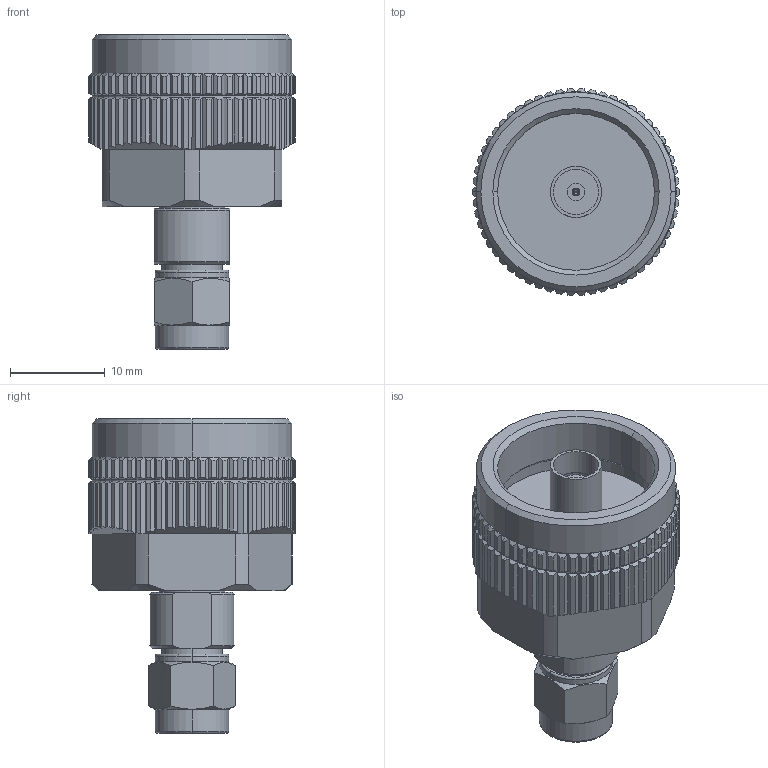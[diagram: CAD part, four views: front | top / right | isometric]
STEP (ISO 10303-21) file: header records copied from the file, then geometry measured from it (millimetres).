
FILE_DESCRIPTION (( 'STEP AP214' ), '1' );
FILE_NAME ('SCT-VFNKM-UB.STEP', '2025-01-22T21:29:12', ( '' ), ( '' ), 'SwSTEP 2.0', 'SolidWorks 2021', '' );
FILE_SCHEMA (( 'AUTOMOTIVE_DESIGN' ));
Length unit declared in the file: inch
Products named in the file (1): SCT-VFNKM-UB
Bounding box: 21.8 x 21.79 x 33.22 mm (x, y, z)
Volume: 5471.9 mm3; surface area: 3520.7 mm2
Topology: 3 solids, 3 shells, 612 faces, 1701 edges, 1109 vertices
Faces by surface type: plane 307, cylinder 188, cone 107, torus 6, sphere 2, bspline 2
Entity records: 29202 total; most frequent: CARTESIAN_POINT 6160, ORIENTED_EDGE 3388, DIRECTION 2883, EDGE_CURVE 1694, VERTEX_POINT 1108, AXIS2_PLACEMENT_3D 1054, LINE 775, VECTOR 775
